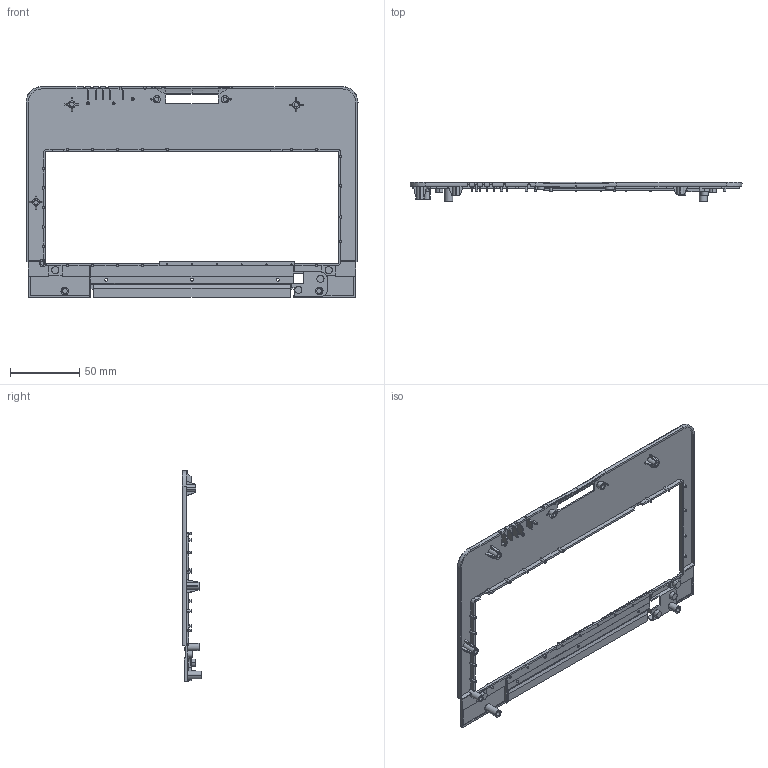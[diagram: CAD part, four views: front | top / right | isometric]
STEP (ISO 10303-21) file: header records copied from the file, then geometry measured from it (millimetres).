
FILE_DESCRIPTION((''),'2;1');
FILE_NAME('C','2010-01-04T',('clifford.yapp'),(''),'PRO/ENGINEER BY PARAMETRIC TECHNOLOGY CORPORATION, 2008090','PRO/ENGINEER BY PARAMETRIC TECHNOLOGY CORPORATION, 2008090','');
FILE_SCHEMA(('CONFIG_CONTROL_DESIGN'));
Length unit declared in the file: millimetre
Products named in the file (1): C
Bounding box: 240.4 x 14.2 x 152.66 mm (x, y, z)
Volume: 33405.3 mm3; surface area: 49144.3 mm2
Topology: 1 solids, 2 shells, 622 faces, 1696 edges, 1127 vertices
Faces by surface type: plane 369, cylinder 213, bspline 24, extrusion 8, torus 4, cone 4
Entity records: 21291 total; most frequent: CARTESIAN_POINT 5256, ORIENTED_EDGE 3374, DIRECTION 3287, EDGE_CURVE 1696, VERTEX_POINT 1127, AXIS2_PLACEMENT_3D 1096, VECTOR 1095, LINE 1087
